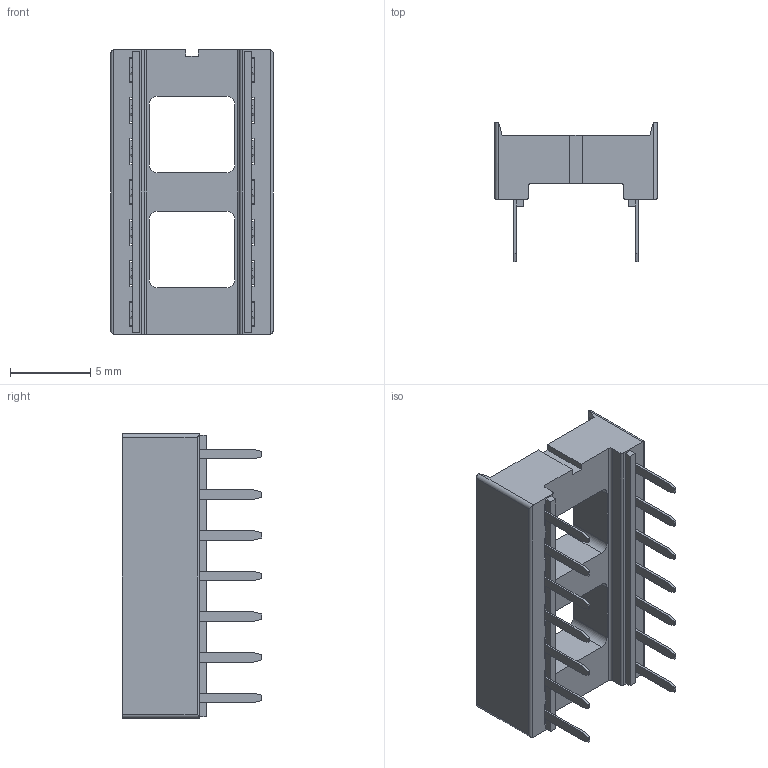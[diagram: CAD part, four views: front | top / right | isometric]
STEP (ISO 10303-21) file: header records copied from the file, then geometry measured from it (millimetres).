
FILE_DESCRIPTION (( 'STEP AP214' ), '1' );
FILE_NAME ('DILB14P-223TLF.STEP', '2024-04-09T02:17:43', ( '' ), ( '' ), 'SwSTEP 2.0', 'SolidWorks 2021', '' );
FILE_SCHEMA (( 'AUTOMOTIVE_DESIGN' ));
Length unit declared in the file: millimetre
Products named in the file (1): DILB14P-223TLF
Bounding box: 10.16 x 8.7 x 17.78 mm (x, y, z)
Volume: 454.1 mm3; surface area: 1268.7 mm2
Topology: 15 solids, 15 shells, 418 faces, 1210 edges, 796 vertices
Faces by surface type: plane 344, cylinder 74
Entity records: 13798 total; most frequent: CARTESIAN_POINT 2445, ORIENTED_EDGE 2420, DIRECTION 2188, EDGE_CURVE 1210, VECTOR 1062, LINE 1062, VERTEX_POINT 796, AXIS2_PLACEMENT_3D 563
